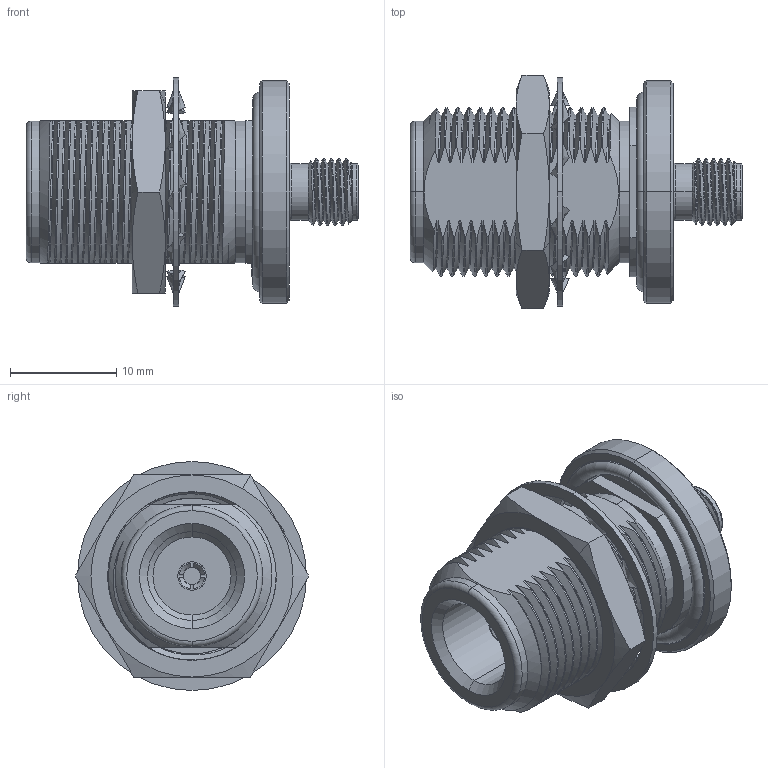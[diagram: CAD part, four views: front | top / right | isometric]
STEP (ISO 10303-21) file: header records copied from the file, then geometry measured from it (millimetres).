
FILE_DESCRIPTION (( 'STEP AP203' ), '1' );
FILE_NAME ('SM4242.step', '2018-11-13T22:21:36', ( '' ), ( '' ), 'SwSTEP 2.0', 'SolidWorks 2017', '' );
FILE_SCHEMA (( 'CONFIG_CONTROL_DESIGN' ));
Products named in the file (1): SM4242
Bounding box: 31.3 x 22 x 21.59 mm (x, y, z)
Volume: 4676.3 mm3; surface area: 4251.6 mm2
Topology: 5 solids, 5 shells, 352 faces, 1002 edges, 666 vertices
Faces by surface type: bspline 149, cylinder 99, plane 50, cone 44, torus 10
Entity records: 73064 total; most frequent: CARTESIAN_POINT 65578, ORIENTED_EDGE 2004, DIRECTION 1012, EDGE_CURVE 1002, VERTEX_POINT 666, AXIS2_PLACEMENT_3D 376, EDGE_LOOP 366, FACE_OUTER_BOUND 352
